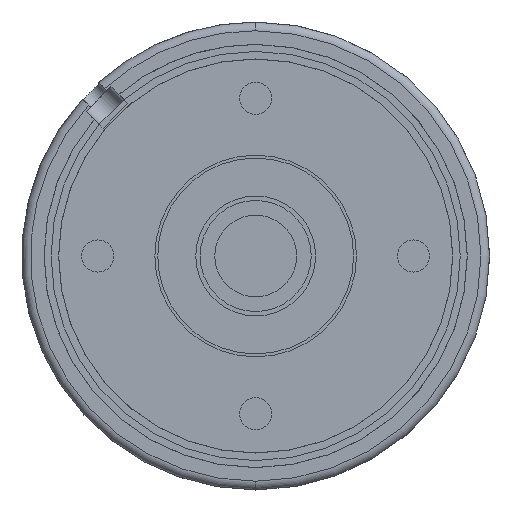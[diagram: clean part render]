
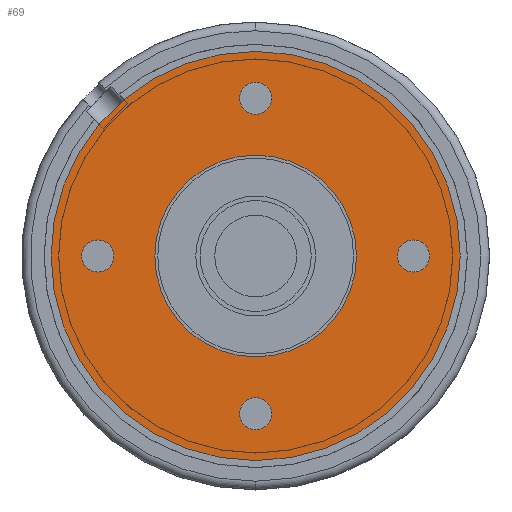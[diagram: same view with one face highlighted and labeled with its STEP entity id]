
A CAD part, front view. The second image highlights one B-rep face of the part: STEP entity #69.
In plain terms, the highlighted planar face has unit normal (0, -1, 0).
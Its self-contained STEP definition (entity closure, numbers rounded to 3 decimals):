
#69 = ADVANCED_FACE ( 'PLANAR_8', ( #5147, #5141, #5150, #5152, #5146, #5148 ), #5149, .F. ) ;
#125 = EDGE_CURVE ( 'NONE', #3235, #3930, #2088, .T. ) ;
#127 = EDGE_CURVE ( 'NONE', #3224, #4421, #2117, .T. ) ;
#132 = EDGE_CURVE ( 'NONE', #215, #3247, #2102, .T. ) ;
#154 = EDGE_CURVE ( 'NONE', #3247, #215, #2054, .T. ) ;
#155 = EDGE_CURVE ( 'NONE', #3930, #3235, #2051, .T. ) ;
#215 = VERTEX_POINT ( 'NONE', #2229 ) ;
#271 = EDGE_CURVE ( 'NONE', #3866, #3945, #3508, .T. ) ;
#291 = EDGE_CURVE ( 'NONE', #3945, #3866, #3601, .T. ) ;
#292 = EDGE_CURVE ( 'NONE', #3254, #3248, #3632, .T. ) ;
#293 = EDGE_CURVE ( 'NONE', #4437, #4450, #3553, .T. ) ;
#294 = EDGE_CURVE ( 'NONE', #4421, #3224, #3606, .T. ) ;
#757 = EDGE_CURVE ( 'NONE', #3248, #3254, #906, .T. ) ;
#770 = EDGE_CURVE ( 'NONE', #4450, #4437, #976, .T. ) ;
#795 = AXIS2_PLACEMENT_3D ( 'NONE', #1578, #1579, #1580 ) ;
#866 = AXIS2_PLACEMENT_3D ( 'NONE', #1538, #1539, #1540 ) ;
#906 = CIRCLE ( 'NONE', #866, 2.75 ) ;
#976 = CIRCLE ( 'NONE', #795, 2.75 ) ;
#1538 = CARTESIAN_POINT ( 'NONE',  ( 0., 0., 27. ) ) ;
#1539 = DIRECTION ( 'NONE',  ( 0., -1., 0. ) ) ;
#1540 = DIRECTION ( 'NONE',  ( 0., 0., -1. ) ) ;
#1578 = CARTESIAN_POINT ( 'NONE',  ( 0., 0., -27. ) ) ;
#1579 = DIRECTION ( 'NONE',  ( 0., -1., 0. ) ) ;
#1580 = DIRECTION ( 'NONE',  ( 0., 0., -1. ) ) ;
#1712 = CARTESIAN_POINT ( 'NONE',  ( -27., 0., 2.75 ) ) ;
#1722 = CARTESIAN_POINT ( 'NONE',  ( 0., 0., 35. ) ) ;
#1734 = CARTESIAN_POINT ( 'NONE',  ( 27., 0., -2.75 ) ) ;
#1735 = CARTESIAN_POINT ( 'NONE',  ( 0., 0., 29.75 ) ) ;
#1741 = CARTESIAN_POINT ( 'NONE',  ( 0., 0., 24.25 ) ) ;
#1787 = CARTESIAN_POINT ( 'NONE',  ( 0., 0., -17.25 ) ) ;
#1849 = CARTESIAN_POINT ( 'NONE',  ( 0., 0., -35. ) ) ;
#1864 = CARTESIAN_POINT ( 'NONE',  ( 0., 0., 17.25 ) ) ;
#1949 = CARTESIAN_POINT ( 'NONE',  ( -27., 0., -2.75 ) ) ;
#1966 = CARTESIAN_POINT ( 'NONE',  ( 0., 0., -29.75 ) ) ;
#1979 = CARTESIAN_POINT ( 'NONE',  ( 0., 0., -24.25 ) ) ;
#2047 = AXIS2_PLACEMENT_3D ( 'NONE', #5425, #5426, #5427 ) ;
#2050 = AXIS2_PLACEMENT_3D ( 'NONE', #5421, #5422, #5423 ) ;
#2051 = CIRCLE ( 'NONE', #2047, 35. ) ;
#2054 = CIRCLE ( 'NONE', #2050, 2.75 ) ;
#2086 = AXIS2_PLACEMENT_3D ( 'NONE', #5342, #5343, #5344 ) ;
#2088 = CIRCLE ( 'NONE', #2114, 35. ) ;
#2102 = CIRCLE ( 'NONE', #2126, 2.75 ) ;
#2114 = AXIS2_PLACEMENT_3D ( 'NONE', #5335, #5336, #5337 ) ;
#2117 = CIRCLE ( 'NONE', #2086, 2.75 ) ;
#2126 = AXIS2_PLACEMENT_3D ( 'NONE', #5358, #5359, #5360 ) ;
#2195 = AXIS2_PLACEMENT_3D ( 'NONE', #5153, #5154, #5155 ) ;
#2229 = CARTESIAN_POINT ( 'NONE',  ( 27., 0., 2.75 ) ) ;
#2402 = CARTESIAN_POINT ( 'NONE',  ( 0., 0., 0. ) ) ;
#2403 = DIRECTION ( 'NONE',  ( 0., 1., 0. ) ) ;
#2404 = DIRECTION ( 'NONE',  ( 0., 0., 1. ) ) ;
#2459 = CARTESIAN_POINT ( 'NONE',  ( 0., 0., 0. ) ) ;
#2460 = DIRECTION ( 'NONE',  ( 0., 1., 0. ) ) ;
#2461 = DIRECTION ( 'NONE',  ( 0., 0., 1. ) ) ;
#2463 = CARTESIAN_POINT ( 'NONE',  ( 0., 0., 27. ) ) ;
#2464 = DIRECTION ( 'NONE',  ( 0., -1., 0. ) ) ;
#2465 = DIRECTION ( 'NONE',  ( 0., 0., -1. ) ) ;
#2468 = CARTESIAN_POINT ( 'NONE',  ( 0., 0., -27. ) ) ;
#2469 = DIRECTION ( 'NONE',  ( 0., -1., 0. ) ) ;
#2470 = DIRECTION ( 'NONE',  ( 0., 0., -1. ) ) ;
#2473 = CARTESIAN_POINT ( 'NONE',  ( -27., 0., 0. ) ) ;
#2474 = DIRECTION ( 'NONE',  ( 0., -1., 0. ) ) ;
#2475 = DIRECTION ( 'NONE',  ( 0., 0., -1. ) ) ;
#3224 = VERTEX_POINT ( 'NONE', #1712 ) ;
#3235 = VERTEX_POINT ( 'NONE', #1722 ) ;
#3247 = VERTEX_POINT ( 'NONE', #1734 ) ;
#3248 = VERTEX_POINT ( 'NONE', #1735 ) ;
#3254 = VERTEX_POINT ( 'NONE', #1741 ) ;
#3506 = AXIS2_PLACEMENT_3D ( 'NONE', #2402, #2403, #2404 ) ;
#3508 = CIRCLE ( 'NONE', #3506, 17.25 ) ;
#3536 = AXIS2_PLACEMENT_3D ( 'NONE', #2468, #2469, #2470 ) ;
#3539 = AXIS2_PLACEMENT_3D ( 'NONE', #2459, #2460, #2461 ) ;
#3553 = CIRCLE ( 'NONE', #3536, 2.75 ) ;
#3601 = CIRCLE ( 'NONE', #3539, 17.25 ) ;
#3606 = CIRCLE ( 'NONE', #3624, 2.75 ) ;
#3609 = AXIS2_PLACEMENT_3D ( 'NONE', #2463, #2464, #2465 ) ;
#3624 = AXIS2_PLACEMENT_3D ( 'NONE', #2473, #2474, #2475 ) ;
#3632 = CIRCLE ( 'NONE', #3609, 2.75 ) ;
#3842 = EDGE_LOOP ( 'NONE', ( #4707, #4710 ) ) ;
#3866 = VERTEX_POINT ( 'NONE', #1787 ) ;
#3930 = VERTEX_POINT ( 'NONE', #1849 ) ;
#3945 = VERTEX_POINT ( 'NONE', #1864 ) ;
#4096 = EDGE_LOOP ( 'NONE', ( #4601, #4571 ) ) ;
#4227 = EDGE_LOOP ( 'NONE', ( #4511, #4591 ) ) ;
#4300 = EDGE_LOOP ( 'NONE', ( #4616, #4614 ) ) ;
#4401 = EDGE_LOOP ( 'NONE', ( #4577, #4524 ) ) ;
#4402 = EDGE_LOOP ( 'NONE', ( #4623, #4610 ) ) ;
#4421 = VERTEX_POINT ( 'NONE', #1949 ) ;
#4437 = VERTEX_POINT ( 'NONE', #1966 ) ;
#4450 = VERTEX_POINT ( 'NONE', #1979 ) ;
#4511 = ORIENTED_EDGE ( 'NONE', *, *, #292, .F. ) ;
#4524 = ORIENTED_EDGE ( 'NONE', *, *, #127, .F. ) ;
#4571 = ORIENTED_EDGE ( 'NONE', *, *, #770, .F. ) ;
#4577 = ORIENTED_EDGE ( 'NONE', *, *, #294, .F. ) ;
#4591 = ORIENTED_EDGE ( 'NONE', *, *, #757, .F. ) ;
#4601 = ORIENTED_EDGE ( 'NONE', *, *, #293, .F. ) ;
#4610 = ORIENTED_EDGE ( 'NONE', *, *, #155, .F. ) ;
#4614 = ORIENTED_EDGE ( 'NONE', *, *, #271, .T. ) ;
#4616 = ORIENTED_EDGE ( 'NONE', *, *, #291, .T. ) ;
#4623 = ORIENTED_EDGE ( 'NONE', *, *, #125, .F. ) ;
#4707 = ORIENTED_EDGE ( 'NONE', *, *, #154, .F. ) ;
#4710 = ORIENTED_EDGE ( 'NONE', *, *, #132, .F. ) ;
#5141 = FACE_BOUND ( 'NONE', #4096, .T. ) ;
#5146 = FACE_OUTER_BOUND ( 'NONE', #4402, .T. ) ;
#5147 = FACE_BOUND ( 'NONE', #4227, .T. ) ;
#5148 = FACE_BOUND ( 'NONE', #4300, .T. ) ;
#5149 = PLANE ( 'NONE',  #2195 ) ;
#5150 = FACE_BOUND ( 'NONE', #4401, .T. ) ;
#5152 = FACE_BOUND ( 'NONE', #3842, .T. ) ;
#5153 = CARTESIAN_POINT ( 'NONE',  ( 35., 0., 0. ) ) ;
#5154 = DIRECTION ( 'NONE',  ( 0., 1., 0. ) ) ;
#5155 = DIRECTION ( 'NONE',  ( 0., 0., 1. ) ) ;
#5335 = CARTESIAN_POINT ( 'NONE',  ( 0., 0., 0. ) ) ;
#5336 = DIRECTION ( 'NONE',  ( 0., 1., 0. ) ) ;
#5337 = DIRECTION ( 'NONE',  ( 0., 0., 1. ) ) ;
#5342 = CARTESIAN_POINT ( 'NONE',  ( -27., 0., 0. ) ) ;
#5343 = DIRECTION ( 'NONE',  ( 0., -1., 0. ) ) ;
#5344 = DIRECTION ( 'NONE',  ( 0., 0., -1. ) ) ;
#5358 = CARTESIAN_POINT ( 'NONE',  ( 27., 0., 0. ) ) ;
#5359 = DIRECTION ( 'NONE',  ( 0., -1., 0. ) ) ;
#5360 = DIRECTION ( 'NONE',  ( 0., 0., -1. ) ) ;
#5421 = CARTESIAN_POINT ( 'NONE',  ( 27., 0., 0. ) ) ;
#5422 = DIRECTION ( 'NONE',  ( 0., -1., 0. ) ) ;
#5423 = DIRECTION ( 'NONE',  ( 0., 0., -1. ) ) ;
#5425 = CARTESIAN_POINT ( 'NONE',  ( 0., 0., 0. ) ) ;
#5426 = DIRECTION ( 'NONE',  ( 0., 1., 0. ) ) ;
#5427 = DIRECTION ( 'NONE',  ( 0., 0., 1. ) ) ;
